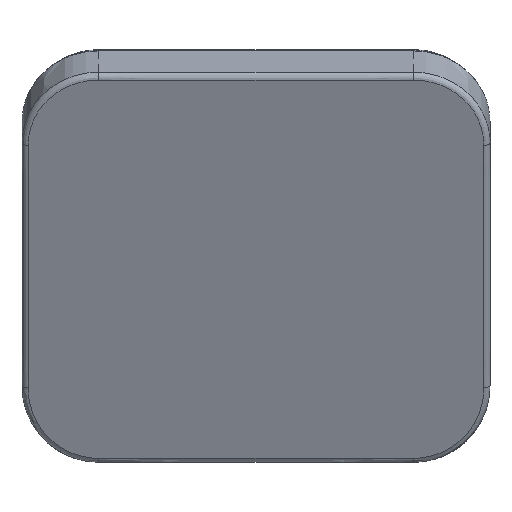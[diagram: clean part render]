
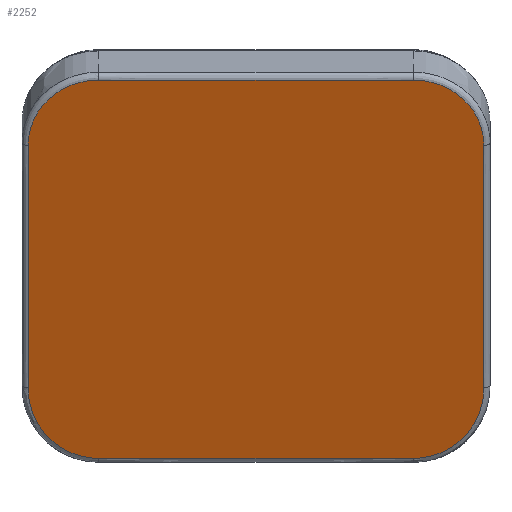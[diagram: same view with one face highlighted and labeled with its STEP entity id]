
A CAD part, top view. The second image highlights one B-rep face of the part: STEP entity #2252.
In plain terms, the highlighted planar face has unit normal (0, -0.378, 0.926).
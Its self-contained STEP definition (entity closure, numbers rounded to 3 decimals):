
#1300=(
BOUNDED_CURVE()
B_SPLINE_CURVE(3,(#40945,#40946,#40947,#40948,#40949,#40950,#40951),.UNSPECIFIED.,
.F.,.F.)
B_SPLINE_CURVE_WITH_KNOTS((4,1,1,1,4),(0.,12.76,
26.582,40.475,54.976),.UNSPECIFIED.)
CURVE()
GEOMETRIC_REPRESENTATION_ITEM()
RATIONAL_B_SPLINE_CURVE((1.,1.,1.,1.,1.,1.,1.))
REPRESENTATION_ITEM($)
);
#1301=(
BOUNDED_CURVE()
B_SPLINE_CURVE(3,(#40952,#40953,#40954,#40955),.UNSPECIFIED.,.F.,.F.)
B_SPLINE_CURVE_WITH_KNOTS((4,4),(0.,129.616),
.UNSPECIFIED.)
CURVE()
GEOMETRIC_REPRESENTATION_ITEM()
RATIONAL_B_SPLINE_CURVE((1.,1.,1.,1.))
REPRESENTATION_ITEM($)
);
#1302=(
BOUNDED_CURVE()
B_SPLINE_CURVE(3,(#40956,#40957,#40958,#40959,#40960,#40961,#40962,#40963,
#40964,#40965),.UNSPECIFIED.,.F.,.F.)
B_SPLINE_CURVE_WITH_KNOTS((4,1,1,1,1,1,1,4),(1.225,6.466,
15.195,24.167,33.389,42.165,50.499,
58.425),.UNSPECIFIED.)
CURVE()
GEOMETRIC_REPRESENTATION_ITEM()
RATIONAL_B_SPLINE_CURVE((1.,1.,1.,1.,1.,1.,1.,1.,1.,1.))
REPRESENTATION_ITEM($)
);
#1303=(
BOUNDED_CURVE()
B_SPLINE_CURVE(3,(#40966,#40967,#40968,#40969),.UNSPECIFIED.,.F.,.F.)
B_SPLINE_CURVE_WITH_KNOTS((4,4),(-1.224,128.391),.UNSPECIFIED.)
CURVE()
GEOMETRIC_REPRESENTATION_ITEM()
RATIONAL_B_SPLINE_CURVE((1.,1.,1.,1.))
REPRESENTATION_ITEM($)
);
#1304=(
BOUNDED_CURVE()
B_SPLINE_CURVE(3,(#40970,#40971,#40972,#40973),.UNSPECIFIED.,.F.,.F.)
B_SPLINE_CURVE_WITH_KNOTS((4,4),(0.,155.95),
.UNSPECIFIED.)
CURVE()
GEOMETRIC_REPRESENTATION_ITEM()
RATIONAL_B_SPLINE_CURVE((1.,1.,1.,1.))
REPRESENTATION_ITEM($)
);
#1305=(
BOUNDED_CURVE()
B_SPLINE_CURVE(3,(#40974,#40975,#40976,#40977,#40978,#40979,#40980,#40981,
#40982,#40983),.UNSPECIFIED.,.F.,.F.)
B_SPLINE_CURVE_WITH_KNOTS((4,1,1,1,1,1,1,4),(1.225,6.466,
15.195,24.167,33.389,42.165,50.499,
58.425),.UNSPECIFIED.)
CURVE()
GEOMETRIC_REPRESENTATION_ITEM()
RATIONAL_B_SPLINE_CURVE((1.,1.,1.,1.,1.,1.,1.,1.,1.,1.))
REPRESENTATION_ITEM($)
);
#1306=(
BOUNDED_CURVE()
B_SPLINE_CURVE(3,(#40984,#40985,#40986,#40987,#40988,#40989,#40990),.UNSPECIFIED.,
.F.,.F.)
B_SPLINE_CURVE_WITH_KNOTS((4,1,1,1,4),(0.,12.76,
26.582,40.475,54.976),.UNSPECIFIED.)
CURVE()
GEOMETRIC_REPRESENTATION_ITEM()
RATIONAL_B_SPLINE_CURVE((1.,1.,1.,1.,1.,1.,1.))
REPRESENTATION_ITEM($)
);
#1307=(
BOUNDED_CURVE()
B_SPLINE_CURVE(3,(#40991,#40992,#40993,#40994),.UNSPECIFIED.,.F.,.F.)
B_SPLINE_CURVE_WITH_KNOTS((4,4),(0.,155.95),
.UNSPECIFIED.)
CURVE()
GEOMETRIC_REPRESENTATION_ITEM()
RATIONAL_B_SPLINE_CURVE((1.,1.,1.,1.))
REPRESENTATION_ITEM($)
);
#2252=ADVANCED_FACE($,(#3174),#14567,.T.);
#3174=FACE_OUTER_BOUND($,#4169,.T.);
#4169=EDGE_LOOP($,(#8988,#8989,#8990,#8991,#8992,#8993,#8994,#8995));
#8988=ORIENTED_EDGE($,*,*,#12009,.T.);
#8989=ORIENTED_EDGE($,*,*,#12010,.T.);
#8990=ORIENTED_EDGE($,*,*,#12014,.T.);
#8991=ORIENTED_EDGE($,*,*,#12016,.T.);
#8992=ORIENTED_EDGE($,*,*,#12011,.F.);
#8993=ORIENTED_EDGE($,*,*,#12012,.T.);
#8994=ORIENTED_EDGE($,*,*,#12015,.F.);
#8995=ORIENTED_EDGE($,*,*,#12013,.F.);
#12009=EDGE_CURVE($,#14047,#14048,#1300,.T.);
#12010=EDGE_CURVE($,#14048,#14049,#1301,.T.);
#12011=EDGE_CURVE($,#14050,#14051,#1302,.T.);
#12012=EDGE_CURVE($,#14050,#14052,#1303,.T.);
#12013=EDGE_CURVE($,#14047,#14053,#1304,.T.);
#12014=EDGE_CURVE($,#14049,#14054,#1305,.T.);
#12015=EDGE_CURVE($,#14053,#14052,#1306,.T.);
#12016=EDGE_CURVE($,#14054,#14051,#1307,.T.);
#14047=VERTEX_POINT($,#41525);
#14048=VERTEX_POINT($,#41526);
#14049=VERTEX_POINT($,#41527);
#14050=VERTEX_POINT($,#41528);
#14051=VERTEX_POINT($,#41529);
#14052=VERTEX_POINT($,#41530);
#14053=VERTEX_POINT($,#41531);
#14054=VERTEX_POINT($,#41532);
#14567=PLANE($,#17254);
#17254=AXIS2_PLACEMENT_3D($,#41228,#17660,$);
#17660=DIRECTION($,(0.,-0.378,0.926));
#40945=CARTESIAN_POINT($,(-77.975,62.428,97.592));
#40946=CARTESIAN_POINT($,(-82.228,62.429,97.593));
#40947=CARTESIAN_POINT($,(-91.088,60.917,96.975));
#40948=CARTESIAN_POINT($,(-102.731,54.131,94.206));
#40949=CARTESIAN_POINT($,(-110.985,43.259,89.768));
#40950=CARTESIAN_POINT($,(-112.979,34.499,86.193));
#40951=CARTESIAN_POINT($,(-112.975,30.023,84.366));
#40952=CARTESIAN_POINT($,(-112.975,30.023,84.366));
#40953=CARTESIAN_POINT($,(-112.975,-9.979,68.039));
#40954=CARTESIAN_POINT($,(-112.975,-49.98,51.711));
#40955=CARTESIAN_POINT($,(-112.975,-89.982,35.384));
#40956=CARTESIAN_POINT($,(112.975,-89.982,35.384));
#40957=CARTESIAN_POINT($,(112.975,-91.599,34.724));
#40958=CARTESIAN_POINT($,(112.676,-95.911,32.964));
#40959=CARTESIAN_POINT($,(110.88,-102.835,30.138));
#40960=CARTESIAN_POINT($,(106.884,-110.337,27.076));
#40961=CARTESIAN_POINT($,(101.064,-116.766,24.452));
#40962=CARTESIAN_POINT($,(93.876,-121.542,22.502));
#40963=CARTESIAN_POINT($,(86.037,-124.364,21.351));
#40964=CARTESIAN_POINT($,(80.617,-124.982,21.098));
#40965=CARTESIAN_POINT($,(77.975,-124.982,21.098));
#40966=CARTESIAN_POINT($,(112.975,-89.982,35.384));
#40967=CARTESIAN_POINT($,(112.975,-49.98,51.711));
#40968=CARTESIAN_POINT($,(112.975,-9.979,68.039));
#40969=CARTESIAN_POINT($,(112.975,30.023,84.366));
#40970=CARTESIAN_POINT($,(-77.975,62.428,97.592));
#40971=CARTESIAN_POINT($,(-25.992,62.428,97.592));
#40972=CARTESIAN_POINT($,(25.992,62.428,97.592));
#40973=CARTESIAN_POINT($,(77.975,62.428,97.592));
#40974=CARTESIAN_POINT($,(-112.975,-89.982,35.384));
#40975=CARTESIAN_POINT($,(-112.975,-91.599,34.724));
#40976=CARTESIAN_POINT($,(-112.676,-95.911,32.964));
#40977=CARTESIAN_POINT($,(-110.88,-102.835,30.138));
#40978=CARTESIAN_POINT($,(-106.884,-110.337,27.076));
#40979=CARTESIAN_POINT($,(-101.064,-116.766,24.452));
#40980=CARTESIAN_POINT($,(-93.876,-121.542,22.502));
#40981=CARTESIAN_POINT($,(-86.037,-124.364,21.351));
#40982=CARTESIAN_POINT($,(-80.617,-124.982,21.098));
#40983=CARTESIAN_POINT($,(-77.975,-124.982,21.098));
#40984=CARTESIAN_POINT($,(77.975,62.428,97.592));
#40985=CARTESIAN_POINT($,(82.228,62.429,97.593));
#40986=CARTESIAN_POINT($,(91.088,60.917,96.975));
#40987=CARTESIAN_POINT($,(102.731,54.131,94.206));
#40988=CARTESIAN_POINT($,(110.985,43.259,89.768));
#40989=CARTESIAN_POINT($,(112.979,34.499,86.193));
#40990=CARTESIAN_POINT($,(112.975,30.023,84.366));
#40991=CARTESIAN_POINT($,(-77.975,-124.982,21.098));
#40992=CARTESIAN_POINT($,(-25.992,-124.982,21.098));
#40993=CARTESIAN_POINT($,(25.992,-124.982,21.098));
#40994=CARTESIAN_POINT($,(77.975,-124.982,21.098));
#41228=CARTESIAN_POINT($,(-115.238,-126.848,20.337));
#41525=CARTESIAN_POINT($,(-77.975,62.428,97.592));
#41526=CARTESIAN_POINT($,(-112.975,30.023,84.366));
#41527=CARTESIAN_POINT($,(-112.975,-89.982,35.384));
#41528=CARTESIAN_POINT($,(112.975,-89.982,35.384));
#41529=CARTESIAN_POINT($,(77.975,-124.982,21.098));
#41530=CARTESIAN_POINT($,(112.975,30.023,84.366));
#41531=CARTESIAN_POINT($,(77.975,62.428,97.592));
#41532=CARTESIAN_POINT($,(-77.975,-124.982,21.098));
